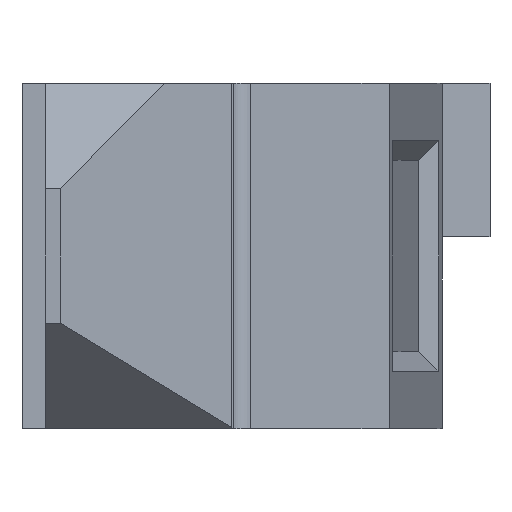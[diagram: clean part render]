
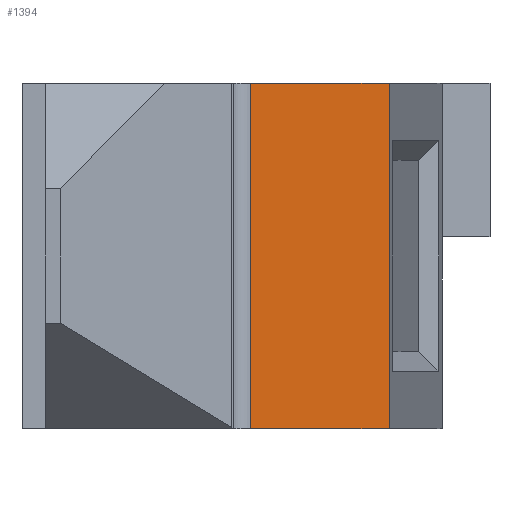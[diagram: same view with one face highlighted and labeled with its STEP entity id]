
A CAD part, left-side view. The second image highlights one B-rep face of the part: STEP entity #1394.
In plain terms, the highlighted planar face has unit normal (-0.67, -0.743, 0).
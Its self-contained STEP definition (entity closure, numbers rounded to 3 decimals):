
#27 = CARTESIAN_POINT ( 'NONE',  ( -85.519, -94.799, -18. ) ) ;
#54 = VERTEX_POINT ( 'NONE', #2102 ) ;
#118 = CARTESIAN_POINT ( 'NONE',  ( -108.005, -74.514, 23. ) ) ;
#190 = DIRECTION ( 'NONE',  ( 0.743, -0.67, 0. ) ) ;
#238 = CARTESIAN_POINT ( 'NONE',  ( -116.003, -67.298, -18. ) ) ;
#327 = ORIENTED_EDGE ( 'NONE', *, *, #892, .T. ) ;
#333 = LINE ( 'NONE', #846, #1119 ) ;
#383 = CARTESIAN_POINT ( 'NONE',  ( -85.519, -94.799, 23. ) ) ;
#415 = ORIENTED_EDGE ( 'NONE', *, *, #1492, .F. ) ;
#561 = FACE_OUTER_BOUND ( 'NONE', #1120, .T. ) ;
#579 = VERTEX_POINT ( 'NONE', #1472 ) ;
#693 = LINE ( 'NONE', #27, #727 ) ;
#727 = VECTOR ( 'NONE', #2073, 1000. ) ;
#846 = CARTESIAN_POINT ( 'NONE',  ( -85.519, -94.799, 0. ) ) ;
#892 = EDGE_CURVE ( 'NONE', #1203, #952, #1353, .T. ) ;
#952 = VERTEX_POINT ( 'NONE', #238 ) ;
#997 = ORIENTED_EDGE ( 'NONE', *, *, #1631, .T. ) ;
#1087 = VECTOR ( 'NONE', #1663, 1000. ) ;
#1115 = AXIS2_PLACEMENT_3D ( 'NONE', #383, #1736, #190 ) ;
#1119 = VECTOR ( 'NONE', #1518, 1000. ) ;
#1120 = EDGE_LOOP ( 'NONE', ( #1122, #327, #415, #997 ) ) ;
#1122 = ORIENTED_EDGE ( 'NONE', *, *, #2068, .F. ) ;
#1203 = VERTEX_POINT ( 'NONE', #1955 ) ;
#1238 = PLANE ( 'NONE',  #1115 ) ;
#1353 = LINE ( 'NONE', #1505, #1087 ) ;
#1394 = ADVANCED_FACE ( 'NONE', ( #561 ), #1238, .T. ) ;
#1472 = CARTESIAN_POINT ( 'NONE',  ( -108.005, -74.514, 0. ) ) ;
#1473 = VECTOR ( 'NONE', #2152, 1000. ) ;
#1492 = EDGE_CURVE ( 'NONE', #54, #952, #693, .T. ) ;
#1505 = CARTESIAN_POINT ( 'NONE',  ( -116.003, -67.298, 17. ) ) ;
#1518 = DIRECTION ( 'NONE',  ( 0.743, -0.67, 0. ) ) ;
#1631 = EDGE_CURVE ( 'NONE', #54, #579, #1638, .T. ) ;
#1638 = LINE ( 'NONE', #118, #1473 ) ;
#1663 = DIRECTION ( 'NONE',  ( 0., 0., -1. ) ) ;
#1736 = DIRECTION ( 'NONE',  ( -0.67, -0.743, 0. ) ) ;
#1955 = CARTESIAN_POINT ( 'NONE',  ( -116.003, -67.298, 0. ) ) ;
#2068 = EDGE_CURVE ( 'NONE', #1203, #579, #333, .T. ) ;
#2073 = DIRECTION ( 'NONE',  ( -0.743, 0.67, 0. ) ) ;
#2102 = CARTESIAN_POINT ( 'NONE',  ( -108.005, -74.514, -18. ) ) ;
#2152 = DIRECTION ( 'NONE',  ( 0., 0., 1. ) ) ;
